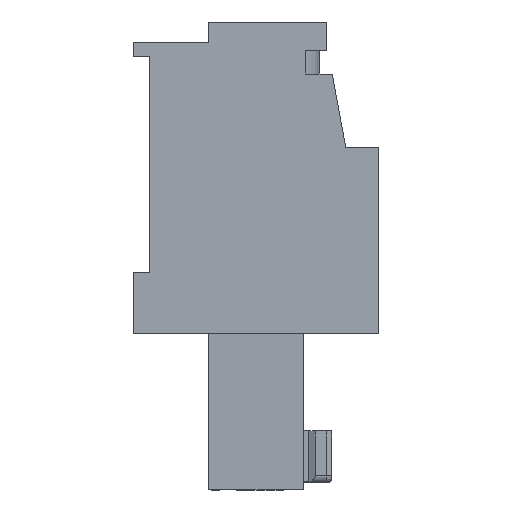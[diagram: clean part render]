
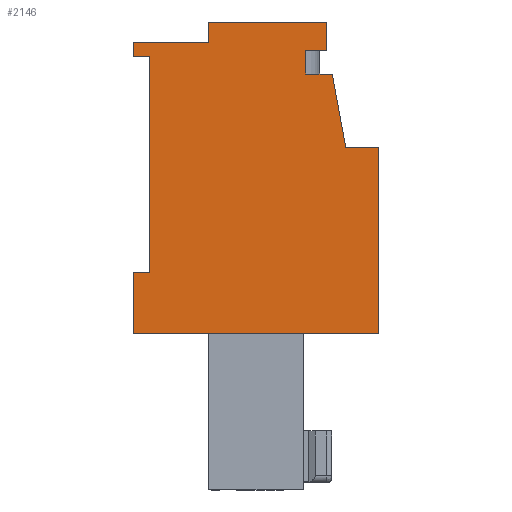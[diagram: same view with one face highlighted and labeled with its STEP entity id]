
A CAD part, front view. The second image highlights one B-rep face of the part: STEP entity #2146.
In plain terms, the highlighted planar face has unit normal (0, -1, 0).
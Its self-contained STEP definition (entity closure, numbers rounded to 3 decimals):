
#2146 = ADVANCED_FACE( '', ( #4460 ), #4461, .F. );
#4460 = FACE_OUTER_BOUND( '', #7454, .T. );
#4461 = PLANE( '', #7455 );
#7454 = EDGE_LOOP( '', ( #13501, #13502, #13503, #13504, #13505, #13506, #13507, #13508, #13509, #13510, #13511, #13512, #13513, #13514, #13515, #13516 ) );
#7455 = AXIS2_PLACEMENT_3D( '', #13517, #13518, #13519 );
#13501 = ORIENTED_EDGE( '', *, *, #15735, .F. );
#13502 = ORIENTED_EDGE( '', *, *, #15733, .T. );
#13503 = ORIENTED_EDGE( '', *, *, #15676, .T. );
#13504 = ORIENTED_EDGE( '', *, *, #15949, .T. );
#13505 = ORIENTED_EDGE( '', *, *, #16233, .F. );
#13506 = ORIENTED_EDGE( '', *, *, #16043, .T. );
#13507 = ORIENTED_EDGE( '', *, *, #15251, .T. );
#13508 = ORIENTED_EDGE( '', *, *, #16198, .F. );
#13509 = ORIENTED_EDGE( '', *, *, #15118, .T. );
#13510 = ORIENTED_EDGE( '', *, *, #15420, .T. );
#13511 = ORIENTED_EDGE( '', *, *, #16215, .F. );
#13512 = ORIENTED_EDGE( '', *, *, #14991, .T. );
#13513 = ORIENTED_EDGE( '', *, *, #15485, .T. );
#13514 = ORIENTED_EDGE( '', *, *, #14522, .F. );
#13515 = ORIENTED_EDGE( '', *, *, #15829, .T. );
#13516 = ORIENTED_EDGE( '', *, *, #14171, .T. );
#13517 = CARTESIAN_POINT( '', ( 2.2, -0.09, -6.9 ) );
#13518 = DIRECTION( '', ( 0., 1., 0. ) );
#13519 = DIRECTION( '', ( -1., 0., 0. ) );
#14171 = EDGE_CURVE( '', #16836, #16838, #16840, .T. );
#14522 = EDGE_CURVE( '', #17422, #17420, #17424, .T. );
#14991 = EDGE_CURVE( '', #18162, #18164, #18166, .T. );
#15118 = EDGE_CURVE( '', #18324, #18356, #18358, .T. );
#15251 = EDGE_CURVE( '', #18541, #18543, #18545, .T. );
#15420 = EDGE_CURVE( '', #18356, #18770, #18771, .T. );
#15485 = EDGE_CURVE( '', #18164, #17420, #18859, .T. );
#15676 = EDGE_CURVE( '', #19115, #19117, #19119, .T. );
#15733 = EDGE_CURVE( '', #19188, #19115, #19190, .T. );
#15735 = EDGE_CURVE( '', #19188, #16838, #19192, .T. );
#15829 = EDGE_CURVE( '', #17422, #16836, #19311, .T. );
#15949 = EDGE_CURVE( '', #19117, #19451, #19453, .T. );
#16043 = EDGE_CURVE( '', #19556, #18541, #19558, .T. );
#16198 = EDGE_CURVE( '', #18324, #18543, #19730, .T. );
#16215 = EDGE_CURVE( '', #18162, #18770, #19747, .T. );
#16233 = EDGE_CURVE( '', #19556, #19451, #19765, .T. );
#16836 = VERTEX_POINT( '', #20550 );
#16838 = VERTEX_POINT( '', #20553 );
#16840 = LINE( '', #20556, #20557 );
#17420 = VERTEX_POINT( '', #21347 );
#17422 = VERTEX_POINT( '', #21350 );
#17424 = LINE( '', #21353, #21354 );
#18162 = VERTEX_POINT( '', #22359 );
#18164 = VERTEX_POINT( '', #22362 );
#18166 = LINE( '', #22365, #22366 );
#18324 = VERTEX_POINT( '', #22578 );
#18356 = VERTEX_POINT( '', #22620 );
#18358 = LINE( '', #22623, #22624 );
#18541 = VERTEX_POINT( '', #22874 );
#18543 = VERTEX_POINT( '', #22877 );
#18545 = LINE( '', #22880, #22881 );
#18770 = VERTEX_POINT( '', #23201 );
#18771 = LINE( '', #23202, #23203 );
#18859 = LINE( '', #23324, #23325 );
#19115 = VERTEX_POINT( '', #23681 );
#19117 = VERTEX_POINT( '', #23684 );
#19119 = LINE( '', #23687, #23688 );
#19188 = VERTEX_POINT( '', #23783 );
#19190 = LINE( '', #23786, #23787 );
#19192 = LINE( '', #23789, #23790 );
#19311 = LINE( '', #23952, #23953 );
#19451 = VERTEX_POINT( '', #24146 );
#19453 = LINE( '', #24149, #24150 );
#19556 = VERTEX_POINT( '', #24294 );
#19558 = LINE( '', #24297, #24298 );
#19730 = LINE( '', #24532, #24533 );
#19747 = LINE( '', #24555, #24556 );
#19765 = LINE( '', #24582, #24583 );
#20550 = CARTESIAN_POINT( '', ( -8.2, -0.09, -0.85 ) );
#20553 = CARTESIAN_POINT( '', ( -8.2, -0.09, -1.45 ) );
#20556 = CARTESIAN_POINT( '', ( -8.2, -0.09, 0. ) );
#20557 = VECTOR( '', #25027, 1000. );
#21347 = CARTESIAN_POINT( '', ( -5., -0.09, 0. ) );
#21350 = CARTESIAN_POINT( '', ( -5., -0.09, -0.85 ) );
#21353 = CARTESIAN_POINT( '', ( -5., -0.09, 0. ) );
#21354 = VECTOR( '', #25438, 1000. );
#22359 = CARTESIAN_POINT( '', ( 0., -0.09, -1.2 ) );
#22362 = CARTESIAN_POINT( '', ( 0., -0.09, 0. ) );
#22365 = CARTESIAN_POINT( '', ( 0., -0.09, 0.9 ) );
#22366 = VECTOR( '', #25987, 1000. );
#22578 = CARTESIAN_POINT( '', ( 0.229, -0.09, -2.2 ) );
#22620 = CARTESIAN_POINT( '', ( -0.9, -0.09, -2.2 ) );
#22623 = CARTESIAN_POINT( '', ( 2.2, -0.09, -2.2 ) );
#22624 = VECTOR( '', #26152, 1000. );
#22874 = CARTESIAN_POINT( '', ( 2.2, -0.09, -5.3 ) );
#22877 = CARTESIAN_POINT( '', ( 0.798, -0.09, -5.3 ) );
#22880 = CARTESIAN_POINT( '', ( 2.2, -0.09, -5.3 ) );
#22881 = VECTOR( '', #26300, 1000. );
#23201 = CARTESIAN_POINT( '', ( -0.9, -0.09, -1.2 ) );
#23202 = CARTESIAN_POINT( '', ( -0.9, -0.09, -0.8 ) );
#23203 = VECTOR( '', #26462, 1000. );
#23324 = CARTESIAN_POINT( '', ( -8.2, -0.09, 0. ) );
#23325 = VECTOR( '', #26529, 1000. );
#23681 = CARTESIAN_POINT( '', ( -7.5, -0.09, -10.6 ) );
#23684 = CARTESIAN_POINT( '', ( -8.2, -0.09, -10.6 ) );
#23687 = CARTESIAN_POINT( '', ( -6.8, -0.09, -10.6 ) );
#23688 = VECTOR( '', #26728, 1000. );
#23783 = CARTESIAN_POINT( '', ( -7.5, -0.09, -1.45 ) );
#23786 = CARTESIAN_POINT( '', ( -7.5, -0.09, -6.9 ) );
#23787 = VECTOR( '', #26774, 1000. );
#23789 = CARTESIAN_POINT( '', ( -8.2, -0.09, -1.45 ) );
#23790 = VECTOR( '', #26775, 1000. );
#23952 = CARTESIAN_POINT( '', ( -8.2, -0.09, -0.85 ) );
#23953 = VECTOR( '', #26861, 1000. );
#24146 = CARTESIAN_POINT( '', ( -8.2, -0.09, -13.2 ) );
#24149 = CARTESIAN_POINT( '', ( -8.2, -0.09, -13.2 ) );
#24150 = VECTOR( '', #26964, 1000. );
#24294 = CARTESIAN_POINT( '', ( 2.2, -0.09, -13.2 ) );
#24297 = CARTESIAN_POINT( '', ( 2.2, -0.09, 0.1 ) );
#24298 = VECTOR( '', #27031, 1000. );
#24532 = CARTESIAN_POINT( '', ( 0.1, -0.09, -1.5 ) );
#24533 = VECTOR( '', #27136, 1000. );
#24555 = CARTESIAN_POINT( '', ( 1., -0.09, -1.2 ) );
#24556 = VECTOR( '', #27145, 1000. );
#24582 = CARTESIAN_POINT( '', ( -6.8, -0.09, -13.2 ) );
#24583 = VECTOR( '', #27154, 1000. );
#25027 = DIRECTION( '', ( 0., 0., -1. ) );
#25438 = DIRECTION( '', ( 0., 0., 1. ) );
#25987 = DIRECTION( '', ( 0., 0., 1. ) );
#26152 = DIRECTION( '', ( -1., 0., 0. ) );
#26300 = DIRECTION( '', ( -1., 0., 0. ) );
#26462 = DIRECTION( '', ( 0., 0., 1. ) );
#26529 = DIRECTION( '', ( -1., 0., 0. ) );
#26728 = DIRECTION( '', ( -1., 0., 0. ) );
#26774 = DIRECTION( '', ( 0., 0., -1. ) );
#26775 = DIRECTION( '', ( -1., 0., 0. ) );
#26861 = DIRECTION( '', ( -1., 0., 0. ) );
#26964 = DIRECTION( '', ( 0., 0., -1. ) );
#27031 = DIRECTION( '', ( 0., 0., 1. ) );
#27136 = DIRECTION( '', ( 0.181, 0., -0.984 ) );
#27145 = DIRECTION( '', ( -1., 0., 0. ) );
#27154 = DIRECTION( '', ( -1., 0., 0. ) );
